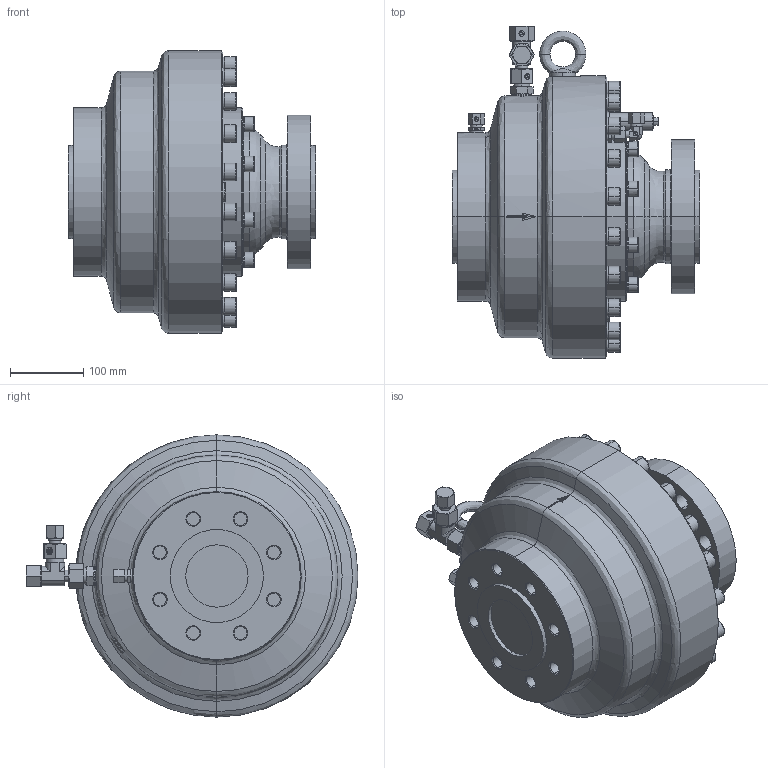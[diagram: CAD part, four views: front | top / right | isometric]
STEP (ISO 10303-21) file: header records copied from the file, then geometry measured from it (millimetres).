
FILE_DESCRIPTION (( 'STEP AP214' ), '1' );
FILE_NAME ('HON 512_DN_80.STEP', '2017-03-02T12:25:55', ( '' ), ( '' ), 'SwSTEP 2.0', 'SolidWorks 2015', '' );
FILE_SCHEMA (( 'AUTOMOTIVE_DESIGN' ));
Length unit declared in the file: millimetre
Products named in the file (1): HON 512_DN_80
Bounding box: 337 x 452.91 x 385 mm (x, y, z)
Volume: 21431630.2 mm3; surface area: 663703.8 mm2
Topology: 9 solids, 9 shells, 1595 faces, 3776 edges, 2313 vertices
Faces by surface type: plane 740, cylinder 394, cone 357, bspline 104
Entity records: 67863 total; most frequent: CARTESIAN_POINT 14026, DIRECTION 7619, ORIENTED_EDGE 7468, EDGE_CURVE 3734, AXIS2_PLACEMENT_3D 2906, VERTEX_POINT 2313, LINE 1807, VECTOR 1807
